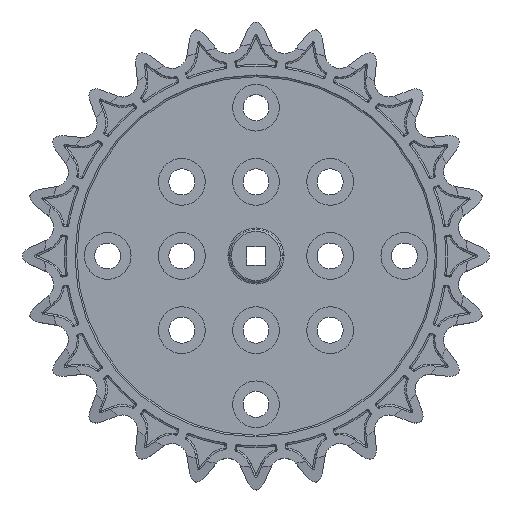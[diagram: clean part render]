
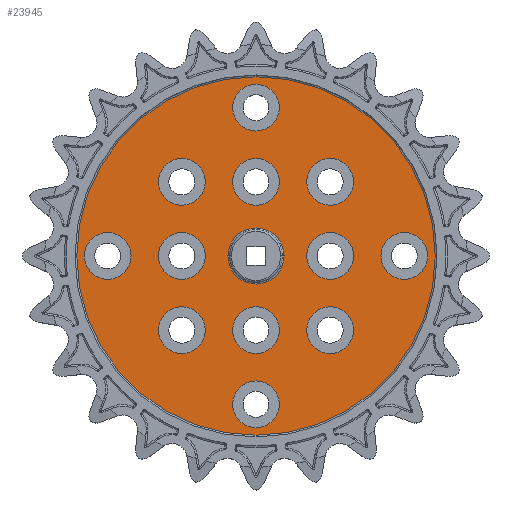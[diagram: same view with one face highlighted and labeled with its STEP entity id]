
A CAD part, top view. The second image highlights one B-rep face of the part: STEP entity #23945.
In plain terms, the highlighted planar face has unit normal (0, 0, 1).
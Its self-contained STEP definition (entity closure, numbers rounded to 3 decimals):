
#586=CARTESIAN_POINT('',(0.,-12.7,1.));
#587=DIRECTION('',(0.,0.,-1.));
#588=DIRECTION('',(-1.,0.,0.));
#589=AXIS2_PLACEMENT_3D('',#586,#587,#588);
#591=CARTESIAN_POINT('',(0.,-12.7,1.));
#592=DIRECTION('',(0.,0.,-1.));
#593=DIRECTION('',(1.,0.,0.));
#594=AXIS2_PLACEMENT_3D('',#591,#592,#593);
#596=CARTESIAN_POINT('',(0.,-25.4,1.));
#597=DIRECTION('',(0.,0.,-1.));
#598=DIRECTION('',(-1.,0.,0.));
#599=AXIS2_PLACEMENT_3D('',#596,#597,#598);
#601=CARTESIAN_POINT('',(0.,-25.4,1.));
#602=DIRECTION('',(0.,0.,-1.));
#603=DIRECTION('',(1.,0.,0.));
#604=AXIS2_PLACEMENT_3D('',#601,#602,#603);
#606=CARTESIAN_POINT('',(0.,12.7,1.));
#607=DIRECTION('',(0.,0.,-1.));
#608=DIRECTION('',(-1.,0.,0.));
#609=AXIS2_PLACEMENT_3D('',#606,#607,#608);
#611=CARTESIAN_POINT('',(0.,12.7,1.));
#612=DIRECTION('',(0.,0.,-1.));
#613=DIRECTION('',(1.,0.,0.));
#614=AXIS2_PLACEMENT_3D('',#611,#612,#613);
#616=CARTESIAN_POINT('',(0.,25.4,1.));
#617=DIRECTION('',(0.,0.,-1.));
#618=DIRECTION('',(-1.,0.,0.));
#619=AXIS2_PLACEMENT_3D('',#616,#617,#618);
#621=CARTESIAN_POINT('',(0.,25.4,1.));
#622=DIRECTION('',(0.,0.,-1.));
#623=DIRECTION('',(1.,0.,0.));
#624=AXIS2_PLACEMENT_3D('',#621,#622,#623);
#626=CARTESIAN_POINT('',(-12.7,12.7,1.));
#627=DIRECTION('',(0.,0.,-1.));
#628=DIRECTION('',(-1.,0.,0.));
#629=AXIS2_PLACEMENT_3D('',#626,#627,#628);
#631=CARTESIAN_POINT('',(-12.7,12.7,1.));
#632=DIRECTION('',(0.,0.,-1.));
#633=DIRECTION('',(1.,0.,0.));
#634=AXIS2_PLACEMENT_3D('',#631,#632,#633);
#636=CARTESIAN_POINT('',(-12.7,0.,1.));
#637=DIRECTION('',(0.,0.,-1.));
#638=DIRECTION('',(-1.,0.,0.));
#639=AXIS2_PLACEMENT_3D('',#636,#637,#638);
#641=CARTESIAN_POINT('',(-12.7,0.,1.));
#642=DIRECTION('',(0.,0.,-1.));
#643=DIRECTION('',(1.,0.,0.));
#644=AXIS2_PLACEMENT_3D('',#641,#642,#643);
#646=CARTESIAN_POINT('',(-12.7,-12.7,1.));
#647=DIRECTION('',(0.,0.,-1.));
#648=DIRECTION('',(-1.,0.,0.));
#649=AXIS2_PLACEMENT_3D('',#646,#647,#648);
#651=CARTESIAN_POINT('',(-12.7,-12.7,1.));
#652=DIRECTION('',(0.,0.,-1.));
#653=DIRECTION('',(1.,0.,0.));
#654=AXIS2_PLACEMENT_3D('',#651,#652,#653);
#656=CARTESIAN_POINT('',(-25.4,0.,1.));
#657=DIRECTION('',(0.,0.,-1.));
#658=DIRECTION('',(-1.,0.,0.));
#659=AXIS2_PLACEMENT_3D('',#656,#657,#658);
#661=CARTESIAN_POINT('',(-25.4,0.,1.));
#662=DIRECTION('',(0.,0.,-1.));
#663=DIRECTION('',(1.,0.,0.));
#664=AXIS2_PLACEMENT_3D('',#661,#662,#663);
#666=CARTESIAN_POINT('',(12.7,12.7,1.));
#667=DIRECTION('',(0.,0.,-1.));
#668=DIRECTION('',(-1.,0.,0.));
#669=AXIS2_PLACEMENT_3D('',#666,#667,#668);
#671=CARTESIAN_POINT('',(12.7,12.7,1.));
#672=DIRECTION('',(0.,0.,-1.));
#673=DIRECTION('',(1.,0.,0.));
#674=AXIS2_PLACEMENT_3D('',#671,#672,#673);
#676=CARTESIAN_POINT('',(12.7,0.,1.));
#677=DIRECTION('',(0.,0.,-1.));
#678=DIRECTION('',(-1.,0.,0.));
#679=AXIS2_PLACEMENT_3D('',#676,#677,#678);
#681=CARTESIAN_POINT('',(12.7,0.,1.));
#682=DIRECTION('',(0.,0.,-1.));
#683=DIRECTION('',(1.,0.,0.));
#684=AXIS2_PLACEMENT_3D('',#681,#682,#683);
#686=CARTESIAN_POINT('',(12.7,-12.7,1.));
#687=DIRECTION('',(0.,0.,-1.));
#688=DIRECTION('',(-1.,0.,0.));
#689=AXIS2_PLACEMENT_3D('',#686,#687,#688);
#691=CARTESIAN_POINT('',(12.7,-12.7,1.));
#692=DIRECTION('',(0.,0.,-1.));
#693=DIRECTION('',(1.,0.,0.));
#694=AXIS2_PLACEMENT_3D('',#691,#692,#693);
#696=CARTESIAN_POINT('',(25.4,0.,1.));
#697=DIRECTION('',(0.,0.,-1.));
#698=DIRECTION('',(-1.,0.,0.));
#699=AXIS2_PLACEMENT_3D('',#696,#697,#698);
#701=CARTESIAN_POINT('',(25.4,0.,1.));
#702=DIRECTION('',(0.,0.,-1.));
#703=DIRECTION('',(1.,0.,0.));
#704=AXIS2_PLACEMENT_3D('',#701,#702,#703);
#706=CARTESIAN_POINT('',(0.,0.,1.));
#707=DIRECTION('',(0.,0.,1.));
#708=DIRECTION('',(-1.,0.,0.));
#709=AXIS2_PLACEMENT_3D('',#706,#707,#708);
#711=CARTESIAN_POINT('',(0.,0.,1.));
#712=DIRECTION('',(0.,0.,1.));
#713=DIRECTION('',(1.,0.,0.));
#714=AXIS2_PLACEMENT_3D('',#711,#712,#713);
#716=CARTESIAN_POINT('',(0.,0.,1.));
#717=DIRECTION('',(0.,0.,-1.));
#718=DIRECTION('',(-1.,0.,0.));
#719=AXIS2_PLACEMENT_3D('',#716,#717,#718);
#721=CARTESIAN_POINT('',(0.,0.,1.));
#722=DIRECTION('',(0.,0.,-1.));
#723=DIRECTION('',(1.,0.,0.));
#724=AXIS2_PLACEMENT_3D('',#721,#722,#723);
#19606=CARTESIAN_POINT('',(-4.,-12.7,1.));
#19607=CARTESIAN_POINT('',(4.,-12.7,1.));
#19608=VERTEX_POINT('',#19606);
#19609=VERTEX_POINT('',#19607);
#19610=CARTESIAN_POINT('',(-4.,-25.4,1.));
#19611=CARTESIAN_POINT('',(4.,-25.4,1.));
#19612=VERTEX_POINT('',#19610);
#19613=VERTEX_POINT('',#19611);
#19614=CARTESIAN_POINT('',(-4.,12.7,1.));
#19615=CARTESIAN_POINT('',(4.,12.7,1.));
#19616=VERTEX_POINT('',#19614);
#19617=VERTEX_POINT('',#19615);
#19618=CARTESIAN_POINT('',(-4.,25.4,1.));
#19619=CARTESIAN_POINT('',(4.,25.4,1.));
#19620=VERTEX_POINT('',#19618);
#19621=VERTEX_POINT('',#19619);
#19622=CARTESIAN_POINT('',(-16.7,12.7,1.));
#19623=CARTESIAN_POINT('',(-8.7,12.7,1.));
#19624=VERTEX_POINT('',#19622);
#19625=VERTEX_POINT('',#19623);
#19626=CARTESIAN_POINT('',(-16.7,0.,1.));
#19627=CARTESIAN_POINT('',(-8.7,0.,1.));
#19628=VERTEX_POINT('',#19626);
#19629=VERTEX_POINT('',#19627);
#19630=CARTESIAN_POINT('',(-16.7,-12.7,1.));
#19631=CARTESIAN_POINT('',(-8.7,-12.7,1.));
#19632=VERTEX_POINT('',#19630);
#19633=VERTEX_POINT('',#19631);
#19634=CARTESIAN_POINT('',(-29.4,0.,1.));
#19635=CARTESIAN_POINT('',(-21.4,0.,1.));
#19636=VERTEX_POINT('',#19634);
#19637=VERTEX_POINT('',#19635);
#19638=CARTESIAN_POINT('',(8.7,12.7,1.));
#19639=CARTESIAN_POINT('',(16.7,12.7,1.));
#19640=VERTEX_POINT('',#19638);
#19641=VERTEX_POINT('',#19639);
#19642=CARTESIAN_POINT('',(8.7,0.,1.));
#19643=CARTESIAN_POINT('',(16.7,0.,1.));
#19644=VERTEX_POINT('',#19642);
#19645=VERTEX_POINT('',#19643);
#19646=CARTESIAN_POINT('',(8.7,-12.7,1.));
#19647=CARTESIAN_POINT('',(16.7,-12.7,1.));
#19648=VERTEX_POINT('',#19646);
#19649=VERTEX_POINT('',#19647);
#19650=CARTESIAN_POINT('',(21.4,0.,1.));
#19651=CARTESIAN_POINT('',(29.4,0.,1.));
#19652=VERTEX_POINT('',#19650);
#19653=VERTEX_POINT('',#19651);
#21086=CARTESIAN_POINT('',(-4.8,0.,1.));
#21087=CARTESIAN_POINT('',(4.8,0.,1.));
#21088=VERTEX_POINT('',#21086);
#21089=VERTEX_POINT('',#21087);
#21094=CARTESIAN_POINT('',(-30.7,0.,1.));
#21095=CARTESIAN_POINT('',(30.7,0.,1.));
#21096=VERTEX_POINT('',#21094);
#21097=VERTEX_POINT('',#21095);
#23858=CARTESIAN_POINT('',(0.,0.,1.));
#23859=DIRECTION('',(0.,0.,1.));
#23860=DIRECTION('',(-1.,0.,0.));
#23861=AXIS2_PLACEMENT_3D('',#23858,#23859,#23860);
#23862=PLANE('',#23861);
#23864=ORIENTED_EDGE('',*,*,#23863,.T.);
#23866=ORIENTED_EDGE('',*,*,#23865,.T.);
#23867=EDGE_LOOP('',(#23864,#23866));
#23868=FACE_OUTER_BOUND('',#23867,.F.);
#23869=ORIENTED_EDGE('',*,*,#23837,.F.);
#23870=ORIENTED_EDGE('',*,*,#23853,.F.);
#23871=EDGE_LOOP('',(#23869,#23870));
#23872=FACE_BOUND('',#23871,.F.);
#23874=ORIENTED_EDGE('',*,*,#23873,.F.);
#23876=ORIENTED_EDGE('',*,*,#23875,.F.);
#23877=EDGE_LOOP('',(#23874,#23876));
#23878=FACE_BOUND('',#23877,.F.);
#23880=ORIENTED_EDGE('',*,*,#23879,.F.);
#23882=ORIENTED_EDGE('',*,*,#23881,.F.);
#23883=EDGE_LOOP('',(#23880,#23882));
#23884=FACE_BOUND('',#23883,.F.);
#23886=ORIENTED_EDGE('',*,*,#23885,.F.);
#23888=ORIENTED_EDGE('',*,*,#23887,.F.);
#23889=EDGE_LOOP('',(#23886,#23888));
#23890=FACE_BOUND('',#23889,.F.);
#23892=ORIENTED_EDGE('',*,*,#23891,.F.);
#23894=ORIENTED_EDGE('',*,*,#23893,.F.);
#23895=EDGE_LOOP('',(#23892,#23894));
#23896=FACE_BOUND('',#23895,.F.);
#23898=ORIENTED_EDGE('',*,*,#23897,.F.);
#23900=ORIENTED_EDGE('',*,*,#23899,.F.);
#23901=EDGE_LOOP('',(#23898,#23900));
#23902=FACE_BOUND('',#23901,.F.);
#23904=ORIENTED_EDGE('',*,*,#23903,.F.);
#23906=ORIENTED_EDGE('',*,*,#23905,.F.);
#23907=EDGE_LOOP('',(#23904,#23906));
#23908=FACE_BOUND('',#23907,.F.);
#23910=ORIENTED_EDGE('',*,*,#23909,.F.);
#23912=ORIENTED_EDGE('',*,*,#23911,.F.);
#23913=EDGE_LOOP('',(#23910,#23912));
#23914=FACE_BOUND('',#23913,.F.);
#23916=ORIENTED_EDGE('',*,*,#23915,.F.);
#23918=ORIENTED_EDGE('',*,*,#23917,.F.);
#23919=EDGE_LOOP('',(#23916,#23918));
#23920=FACE_BOUND('',#23919,.F.);
#23922=ORIENTED_EDGE('',*,*,#23921,.F.);
#23924=ORIENTED_EDGE('',*,*,#23923,.F.);
#23925=EDGE_LOOP('',(#23922,#23924));
#23926=FACE_BOUND('',#23925,.F.);
#23928=ORIENTED_EDGE('',*,*,#23927,.F.);
#23930=ORIENTED_EDGE('',*,*,#23929,.F.);
#23931=EDGE_LOOP('',(#23928,#23930));
#23932=FACE_BOUND('',#23931,.F.);
#23934=ORIENTED_EDGE('',*,*,#23933,.F.);
#23936=ORIENTED_EDGE('',*,*,#23935,.F.);
#23937=EDGE_LOOP('',(#23934,#23936));
#23938=FACE_BOUND('',#23937,.F.);
#23940=ORIENTED_EDGE('',*,*,#23939,.T.);
#23942=ORIENTED_EDGE('',*,*,#23941,.T.);
#23943=EDGE_LOOP('',(#23940,#23942));
#23944=FACE_BOUND('',#23943,.F.);
#23945=ADVANCED_FACE('',(#23868,#23872,#23878,#23884,#23890,#23896,#23902,
#23908,#23914,#23920,#23926,#23932,#23938,#23944),#23862,.T.);
#590=CIRCLE('',#589,4.);
#595=CIRCLE('',#594,4.);
#600=CIRCLE('',#599,4.);
#605=CIRCLE('',#604,4.);
#610=CIRCLE('',#609,4.);
#615=CIRCLE('',#614,4.);
#620=CIRCLE('',#619,4.);
#625=CIRCLE('',#624,4.);
#630=CIRCLE('',#629,4.);
#635=CIRCLE('',#634,4.);
#640=CIRCLE('',#639,4.);
#645=CIRCLE('',#644,4.);
#650=CIRCLE('',#649,4.);
#655=CIRCLE('',#654,4.);
#660=CIRCLE('',#659,4.);
#665=CIRCLE('',#664,4.);
#670=CIRCLE('',#669,4.);
#675=CIRCLE('',#674,4.);
#680=CIRCLE('',#679,4.);
#685=CIRCLE('',#684,4.);
#690=CIRCLE('',#689,4.);
#695=CIRCLE('',#694,4.);
#700=CIRCLE('',#699,4.);
#705=CIRCLE('',#704,4.);
#710=CIRCLE('',#709,4.8);
#715=CIRCLE('',#714,4.8);
#720=CIRCLE('',#719,30.7);
#725=CIRCLE('',#724,30.7);
#23837=EDGE_CURVE('',#19608,#19609,#590,.T.);
#23853=EDGE_CURVE('',#19609,#19608,#595,.T.);
#23863=EDGE_CURVE('',#21096,#21097,#720,.T.);
#23865=EDGE_CURVE('',#21097,#21096,#725,.T.);
#23873=EDGE_CURVE('',#19612,#19613,#600,.T.);
#23875=EDGE_CURVE('',#19613,#19612,#605,.T.);
#23879=EDGE_CURVE('',#19616,#19617,#610,.T.);
#23881=EDGE_CURVE('',#19617,#19616,#615,.T.);
#23885=EDGE_CURVE('',#19620,#19621,#620,.T.);
#23887=EDGE_CURVE('',#19621,#19620,#625,.T.);
#23891=EDGE_CURVE('',#19624,#19625,#630,.T.);
#23893=EDGE_CURVE('',#19625,#19624,#635,.T.);
#23897=EDGE_CURVE('',#19628,#19629,#640,.T.);
#23899=EDGE_CURVE('',#19629,#19628,#645,.T.);
#23903=EDGE_CURVE('',#19632,#19633,#650,.T.);
#23905=EDGE_CURVE('',#19633,#19632,#655,.T.);
#23909=EDGE_CURVE('',#19636,#19637,#660,.T.);
#23911=EDGE_CURVE('',#19637,#19636,#665,.T.);
#23915=EDGE_CURVE('',#19640,#19641,#670,.T.);
#23917=EDGE_CURVE('',#19641,#19640,#675,.T.);
#23921=EDGE_CURVE('',#19644,#19645,#680,.T.);
#23923=EDGE_CURVE('',#19645,#19644,#685,.T.);
#23927=EDGE_CURVE('',#19648,#19649,#690,.T.);
#23929=EDGE_CURVE('',#19649,#19648,#695,.T.);
#23933=EDGE_CURVE('',#19652,#19653,#700,.T.);
#23935=EDGE_CURVE('',#19653,#19652,#705,.T.);
#23939=EDGE_CURVE('',#21088,#21089,#710,.T.);
#23941=EDGE_CURVE('',#21089,#21088,#715,.T.);
